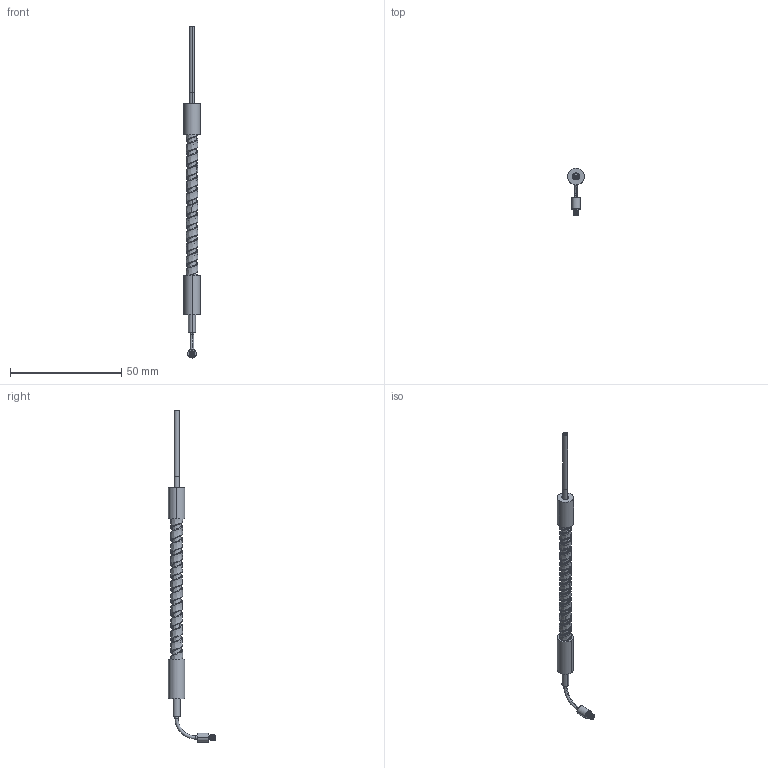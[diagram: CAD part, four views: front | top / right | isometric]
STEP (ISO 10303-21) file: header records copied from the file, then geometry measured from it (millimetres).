
FILE_DESCRIPTION((''),'2;1');
FILE_NAME('193385_ASM','2016-03-03T',('pdmadmin'),(''),'PRO/ENGINEER BY PARAMETRIC TECHNOLOGY CORPORATION, 2013230','PRO/ENGINEER BY PARAMETRIC TECHNOLOGY CORPORATION, 2013230','');
FILE_SCHEMA(('CONFIG_CONTROL_DESIGN'));
Length unit declared in the file: inch
Products named in the file (9): 51027_AF0; 51028_AF0; 15498_AF0; 39450_AF0; 10140_AF0; 39354_AF0; FIBER_CORE_1MM_AF0; 51799_ASM; 193385_ASM
Assembly tree (8 placements, depth 3):
  193385_ASM
    51799_ASM
      51027_AF0
      51028_AF0
      15498_AF0
      39450_AF0
      10140_AF0
      39354_AF0
      FIBER_CORE_1MM_AF0
Bounding box: 7.37 x 21.19 x 149.23 mm (x, y, z)
Volume: 1584.6 mm3; surface area: 5314.2 mm2
Topology: 7 solids, 8 shells, 160 faces, 352 edges, 208 vertices
Faces by surface type: bspline 72, cylinder 55, plane 17, cone 10, torus 6
Entity records: 19420 total; most frequent: CARTESIAN_POINT 16034, ORIENTED_EDGE 700, DIRECTION 580, EDGE_CURVE 352, AXIS2_PLACEMENT_3D 225, VERTEX_POINT 208, EDGE_LOOP 172, FACE_OUTER_BOUND 160
